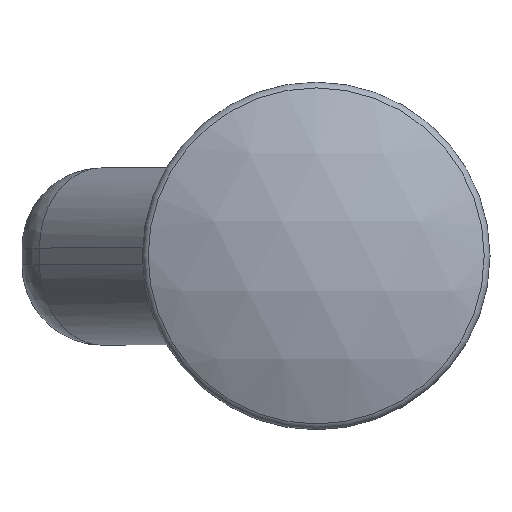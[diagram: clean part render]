
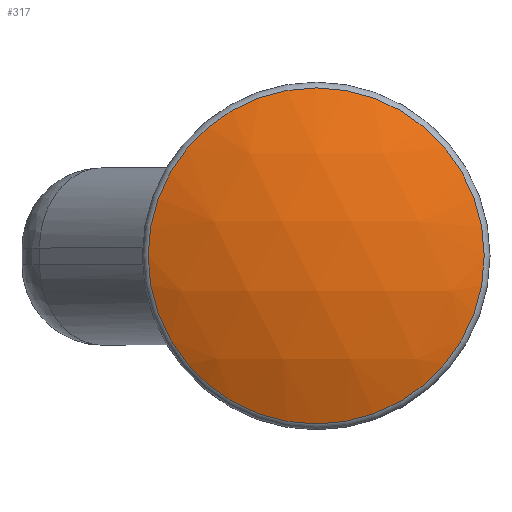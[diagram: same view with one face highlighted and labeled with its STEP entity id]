
A CAD part, top view. The second image highlights one B-rep face of the part: STEP entity #317.
In plain terms, the highlighted spherical face has radius 59.333 mm.
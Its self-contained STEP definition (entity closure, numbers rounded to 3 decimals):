
#52 = AXIS2_PLACEMENT_3D ( 'NONE', #1737, #3766, #1825 ) ;
#317 = ADVANCED_FACE ( 'NONE', ( #8225 ), #8990, .T. ) ;
#321 = EDGE_LOOP ( 'NONE', ( #12595 ) ) ;
#1707 = AXIS2_PLACEMENT_3D ( 'NONE', #8318, #4353, #11288 ) ;
#1737 = CARTESIAN_POINT ( 'NONE',  ( 32., 0., 61.413 ) ) ;
#1825 = DIRECTION ( 'NONE',  ( -1., 0., 0. ) ) ;
#3766 = DIRECTION ( 'NONE',  ( 0., 0., 1. ) ) ;
#4353 = DIRECTION ( 'NONE',  ( 0., -1., 0. ) ) ;
#5844 = CARTESIAN_POINT ( 'NONE',  ( 6.865, 0., 61.413 ) ) ;
#8225 = FACE_OUTER_BOUND ( 'NONE', #321, .T. ) ;
#8318 = CARTESIAN_POINT ( 'NONE',  ( 32., 0., 7.667 ) ) ;
#8990 = SPHERICAL_SURFACE ( 'NONE', #1707, 59.333 ) ;
#10474 = VERTEX_POINT ( 'NONE', #5844 ) ;
#11288 = DIRECTION ( 'NONE',  ( 1., 0., 0. ) ) ;
#11996 = CIRCLE ( 'NONE', #52, 25.135 ) ;
#12271 = EDGE_CURVE ( 'NONE', #10474, #10474, #11996, .T. ) ;
#12595 = ORIENTED_EDGE ( 'NONE', *, *, #12271, .T. ) ;
